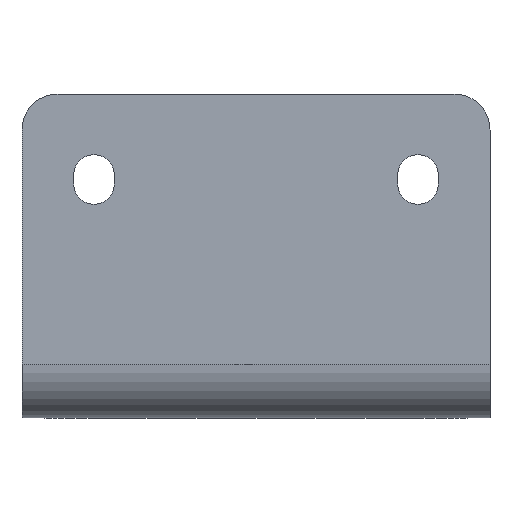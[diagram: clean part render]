
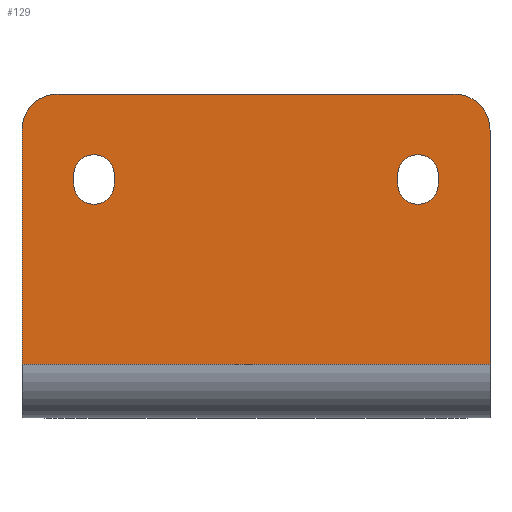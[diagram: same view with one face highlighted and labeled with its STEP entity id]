
A CAD part, front view. The second image highlights one B-rep face of the part: STEP entity #129.
In plain terms, the highlighted planar face has unit normal (0, -1, 0).
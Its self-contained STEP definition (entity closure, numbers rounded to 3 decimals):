
#22 = CARTESIAN_POINT ( 'NONE',  ( -15.75, -4., 22. ) ) ;
#37 = AXIS2_PLACEMENT_3D ( 'NONE', #1068, #978, #1113 ) ;
#56 = AXIS2_PLACEMENT_3D ( 'NONE', #1317, #1239, #1346 ) ;
#79 = CARTESIAN_POINT ( 'NONE',  ( -26., -4., -4. ) ) ;
#85 = DIRECTION ( 'NONE',  ( 0., 0., -1. ) ) ;
#87 = AXIS2_PLACEMENT_3D ( 'NONE', #431, #882, #632 ) ;
#88 = DIRECTION ( 'NONE',  ( 0., 0., -1. ) ) ;
#124 = VERTEX_POINT ( 'NONE', #436 ) ;
#129 = ADVANCED_FACE ( 'NONE', ( #727, #812, #924 ), #457, .T. ) ;
#136 = CARTESIAN_POINT ( 'NONE',  ( -20.25, -4., 22. ) ) ;
#151 = CIRCLE ( 'NONE', #87, 2.25 ) ;
#180 = CARTESIAN_POINT ( 'NONE',  ( -20.25, -4., 22. ) ) ;
#181 = CIRCLE ( 'NONE', #56, 2.25 ) ;
#184 = VECTOR ( 'NONE', #88, 1000. ) ;
#187 = DIRECTION ( 'NONE',  ( 0., 0., -1. ) ) ;
#192 = LINE ( 'NONE', #1350, #184 ) ;
#203 = DIRECTION ( 'NONE',  ( 0., -1., 0. ) ) ;
#209 = CARTESIAN_POINT ( 'NONE',  ( -22., -4., 32. ) ) ;
#221 = CIRCLE ( 'NONE', #863, 2.25 ) ;
#230 = CARTESIAN_POINT ( 'NONE',  ( 15.75, -4., 22. ) ) ;
#243 = CIRCLE ( 'NONE', #1169, 2.25 ) ;
#248 = EDGE_CURVE ( 'NONE', #1118, #1012, #1094, .T. ) ;
#262 = CARTESIAN_POINT ( 'NONE',  ( -15.75, -4., 23. ) ) ;
#283 = LINE ( 'NONE', #1049, #285 ) ;
#285 = VECTOR ( 'NONE', #1002, 1000. ) ;
#296 = VERTEX_POINT ( 'NONE', #460 ) ;
#301 = DIRECTION ( 'NONE',  ( 0., 0., -1. ) ) ;
#308 = CIRCLE ( 'NONE', #658, 2.25 ) ;
#339 = DIRECTION ( 'NONE',  ( 0., 0., -1. ) ) ;
#340 = VERTEX_POINT ( 'NONE', #454 ) ;
#343 = VECTOR ( 'NONE', #855, 1000. ) ;
#347 = CIRCLE ( 'NONE', #526, 4. ) ;
#354 = LINE ( 'NONE', #1042, #343 ) ;
#384 = CARTESIAN_POINT ( 'NONE',  ( 18., -4., 22. ) ) ;
#390 = CARTESIAN_POINT ( 'NONE',  ( -26., -4., 2. ) ) ;
#411 = LINE ( 'NONE', #22, #469 ) ;
#419 = LINE ( 'NONE', #1315, #516 ) ;
#431 = CARTESIAN_POINT ( 'NONE',  ( 18., -4., 23. ) ) ;
#436 = CARTESIAN_POINT ( 'NONE',  ( 18., -4., 25.25 ) ) ;
#454 = CARTESIAN_POINT ( 'NONE',  ( 20.25, -4., 23. ) ) ;
#457 = PLANE ( 'NONE',  #532 ) ;
#460 = CARTESIAN_POINT ( 'NONE',  ( 22., -4., 32. ) ) ;
#464 = CIRCLE ( 'NONE', #637, 4. ) ;
#469 = VECTOR ( 'NONE', #187, 1000. ) ;
#478 = DIRECTION ( 'NONE',  ( 0., 1., 0. ) ) ;
#501 = CARTESIAN_POINT ( 'NONE',  ( -18., -4., 25.25 ) ) ;
#508 = CARTESIAN_POINT ( 'NONE',  ( 20.25, -4., 22. ) ) ;
#510 = CIRCLE ( 'NONE', #37, 2.25 ) ;
#511 = EDGE_CURVE ( 'NONE', #619, #989, #903, .T. ) ;
#515 = ORIENTED_EDGE ( 'NONE', *, *, #1092, .T. ) ;
#516 = VECTOR ( 'NONE', #1138, 1000. ) ;
#526 = AXIS2_PLACEMENT_3D ( 'NONE', #986, #1136, #85 ) ;
#532 = AXIS2_PLACEMENT_3D ( 'NONE', #1192, #203, #339 ) ;
#581 = ORIENTED_EDGE ( 'NONE', *, *, #907, .T. ) ;
#585 = DIRECTION ( 'NONE',  ( 0., 0., -1. ) ) ;
#596 = VERTEX_POINT ( 'NONE', #501 ) ;
#601 = VECTOR ( 'NONE', #1142, 1000. ) ;
#606 = CARTESIAN_POINT ( 'NONE',  ( -18., -4., 22. ) ) ;
#608 = VECTOR ( 'NONE', #585, 1000. ) ;
#619 = VERTEX_POINT ( 'NONE', #1318 ) ;
#626 = EDGE_LOOP ( 'NONE', ( #656, #1280, #1081, #634, #1342, #649 ) ) ;
#632 = DIRECTION ( 'NONE',  ( 0., 0., -1. ) ) ;
#634 = ORIENTED_EDGE ( 'NONE', *, *, #511, .F. ) ;
#637 = AXIS2_PLACEMENT_3D ( 'NONE', #1265, #1194, #994 ) ;
#646 = CARTESIAN_POINT ( 'NONE',  ( -20.25, -4., 23. ) ) ;
#648 = EDGE_CURVE ( 'NONE', #1150, #1325, #778, .T. ) ;
#649 = ORIENTED_EDGE ( 'NONE', *, *, #853, .F. ) ;
#656 = ORIENTED_EDGE ( 'NONE', *, *, #1033, .T. ) ;
#658 = AXIS2_PLACEMENT_3D ( 'NONE', #606, #1214, #686 ) ;
#686 = DIRECTION ( 'NONE',  ( 0., 0., -1. ) ) ;
#725 = VERTEX_POINT ( 'NONE', #262 ) ;
#727 = FACE_OUTER_BOUND ( 'NONE', #626, .T. ) ;
#770 = DIRECTION ( 'NONE',  ( 0., 0., -1. ) ) ;
#778 = LINE ( 'NONE', #136, #781 ) ;
#781 = VECTOR ( 'NONE', #933, 1000. ) ;
#812 = FACE_BOUND ( 'NONE', #844, .T. ) ;
#842 = EDGE_CURVE ( 'NONE', #596, #725, #510, .T. ) ;
#844 = EDGE_LOOP ( 'NONE', ( #515, #1047, #921, #1266, #1353 ) ) ;
#853 = EDGE_CURVE ( 'NONE', #950, #296, #419, .T. ) ;
#855 = DIRECTION ( 'NONE',  ( 1., 0., 0. ) ) ;
#863 = AXIS2_PLACEMENT_3D ( 'NONE', #892, #478, #301 ) ;
#882 = DIRECTION ( 'NONE',  ( 0., 1., 0. ) ) ;
#892 = CARTESIAN_POINT ( 'NONE',  ( -18., -4., 23. ) ) ;
#903 = LINE ( 'NONE', #1034, #608 ) ;
#907 = EDGE_CURVE ( 'NONE', #725, #1067, #411, .T. ) ;
#921 = ORIENTED_EDGE ( 'NONE', *, *, #1288, .T. ) ;
#924 = FACE_BOUND ( 'NONE', #1193, .T. ) ;
#933 = DIRECTION ( 'NONE',  ( 0., 0., 1. ) ) ;
#939 = CARTESIAN_POINT ( 'NONE',  ( 26., -4., 2. ) ) ;
#943 = EDGE_CURVE ( 'NONE', #619, #296, #464, .T. ) ;
#950 = VERTEX_POINT ( 'NONE', #209 ) ;
#978 = DIRECTION ( 'NONE',  ( 0., 1., 0. ) ) ;
#986 = CARTESIAN_POINT ( 'NONE',  ( -22., -4., 28. ) ) ;
#989 = VERTEX_POINT ( 'NONE', #939 ) ;
#994 = DIRECTION ( 'NONE',  ( 0., 0., -1. ) ) ;
#999 = CARTESIAN_POINT ( 'NONE',  ( 15.75, -4., 23. ) ) ;
#1002 = DIRECTION ( 'NONE',  ( 0., 0., 1. ) ) ;
#1007 = ORIENTED_EDGE ( 'NONE', *, *, #1054, .T. ) ;
#1012 = VERTEX_POINT ( 'NONE', #390 ) ;
#1017 = EDGE_CURVE ( 'NONE', #1012, #989, #354, .T. ) ;
#1033 = EDGE_CURVE ( 'NONE', #950, #1118, #347, .T. ) ;
#1034 = CARTESIAN_POINT ( 'NONE',  ( 26., -4., -4. ) ) ;
#1042 = CARTESIAN_POINT ( 'NONE',  ( -26., -4., 2. ) ) ;
#1047 = ORIENTED_EDGE ( 'NONE', *, *, #1359, .T. ) ;
#1049 = CARTESIAN_POINT ( 'NONE',  ( 15.75, -4., 22. ) ) ;
#1054 = EDGE_CURVE ( 'NONE', #1067, #1150, #308, .T. ) ;
#1056 = ORIENTED_EDGE ( 'NONE', *, *, #648, .T. ) ;
#1067 = VERTEX_POINT ( 'NONE', #1115 ) ;
#1068 = CARTESIAN_POINT ( 'NONE',  ( -18., -4., 23. ) ) ;
#1081 = ORIENTED_EDGE ( 'NONE', *, *, #1017, .T. ) ;
#1092 = EDGE_CURVE ( 'NONE', #1162, #1279, #283, .T. ) ;
#1094 = LINE ( 'NONE', #79, #601 ) ;
#1113 = DIRECTION ( 'NONE',  ( 0., 0., -1. ) ) ;
#1114 = CARTESIAN_POINT ( 'NONE',  ( -26., -4., 28. ) ) ;
#1115 = CARTESIAN_POINT ( 'NONE',  ( -15.75, -4., 22. ) ) ;
#1118 = VERTEX_POINT ( 'NONE', #1114 ) ;
#1124 = EDGE_CURVE ( 'NONE', #1222, #1162, #243, .T. ) ;
#1136 = DIRECTION ( 'NONE',  ( 0., -1., 0. ) ) ;
#1138 = DIRECTION ( 'NONE',  ( 1., 0., 0. ) ) ;
#1142 = DIRECTION ( 'NONE',  ( 0., 0., -1. ) ) ;
#1150 = VERTEX_POINT ( 'NONE', #180 ) ;
#1162 = VERTEX_POINT ( 'NONE', #230 ) ;
#1169 = AXIS2_PLACEMENT_3D ( 'NONE', #384, #1202, #770 ) ;
#1189 = EDGE_CURVE ( 'NONE', #1325, #596, #221, .T. ) ;
#1192 = CARTESIAN_POINT ( 'NONE',  ( -26., -4., -4. ) ) ;
#1193 = EDGE_LOOP ( 'NONE', ( #581, #1007, #1056, #1295, #1302 ) ) ;
#1194 = DIRECTION ( 'NONE',  ( 0., -1., 0. ) ) ;
#1202 = DIRECTION ( 'NONE',  ( 0., 1., 0. ) ) ;
#1214 = DIRECTION ( 'NONE',  ( 0., 1., 0. ) ) ;
#1222 = VERTEX_POINT ( 'NONE', #508 ) ;
#1239 = DIRECTION ( 'NONE',  ( 0., 1., 0. ) ) ;
#1252 = EDGE_CURVE ( 'NONE', #340, #1222, #192, .T. ) ;
#1265 = CARTESIAN_POINT ( 'NONE',  ( 22., -4., 28. ) ) ;
#1266 = ORIENTED_EDGE ( 'NONE', *, *, #1252, .T. ) ;
#1279 = VERTEX_POINT ( 'NONE', #999 ) ;
#1280 = ORIENTED_EDGE ( 'NONE', *, *, #248, .T. ) ;
#1288 = EDGE_CURVE ( 'NONE', #124, #340, #181, .T. ) ;
#1295 = ORIENTED_EDGE ( 'NONE', *, *, #1189, .T. ) ;
#1302 = ORIENTED_EDGE ( 'NONE', *, *, #842, .T. ) ;
#1315 = CARTESIAN_POINT ( 'NONE',  ( -26., -4., 32. ) ) ;
#1317 = CARTESIAN_POINT ( 'NONE',  ( 18., -4., 23. ) ) ;
#1318 = CARTESIAN_POINT ( 'NONE',  ( 26., -4., 28. ) ) ;
#1325 = VERTEX_POINT ( 'NONE', #646 ) ;
#1342 = ORIENTED_EDGE ( 'NONE', *, *, #943, .T. ) ;
#1346 = DIRECTION ( 'NONE',  ( 0., 0., -1. ) ) ;
#1350 = CARTESIAN_POINT ( 'NONE',  ( 20.25, -4., 22. ) ) ;
#1353 = ORIENTED_EDGE ( 'NONE', *, *, #1124, .T. ) ;
#1359 = EDGE_CURVE ( 'NONE', #1279, #124, #151, .T. ) ;
